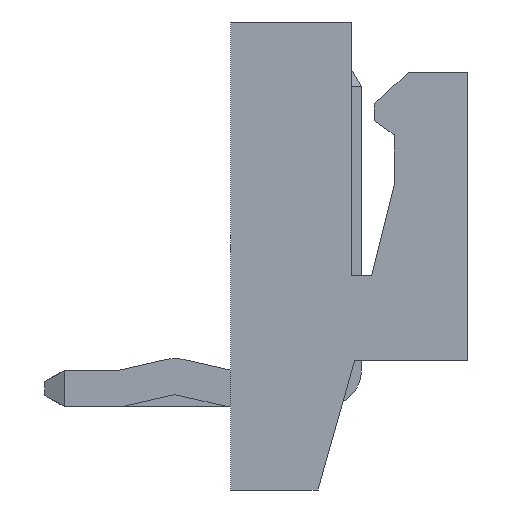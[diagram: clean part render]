
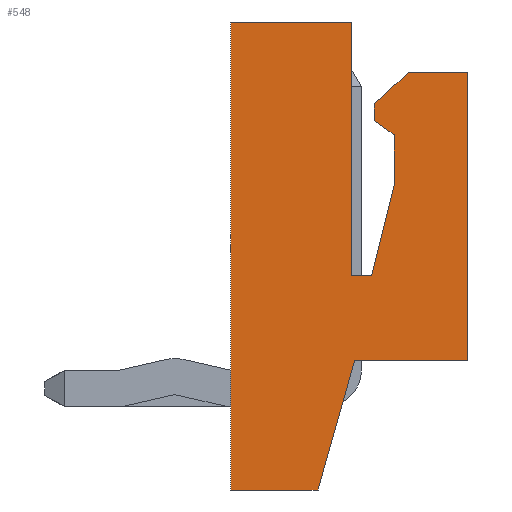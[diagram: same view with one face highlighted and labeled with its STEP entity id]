
A CAD part, left-side view. The second image highlights one B-rep face of the part: STEP entity #548.
In plain terms, the highlighted planar face has unit normal (-1, 0, 0).
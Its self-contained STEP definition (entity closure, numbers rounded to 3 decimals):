
#548 = ADVANCED_FACE( '', ( #1098 ), #1099, .T. );
#1098 = FACE_OUTER_BOUND( '', #1667, .T. );
#1099 = PLANE( '', #1668 );
#1667 = EDGE_LOOP( '', ( #3069, #3070, #3071, #3072, #3073, #3074, #3075, #3076, #3077, #3078, #3079, #3080, #3081, #3082 ) );
#1668 = AXIS2_PLACEMENT_3D( '', #3083, #3084, #3085 );
#3069 = ORIENTED_EDGE( '', *, *, #3926, .F. );
#3070 = ORIENTED_EDGE( '', *, *, #4106, .T. );
#3071 = ORIENTED_EDGE( '', *, *, #3892, .T. );
#3072 = ORIENTED_EDGE( '', *, *, #3993, .T. );
#3073 = ORIENTED_EDGE( '', *, *, #3800, .T. );
#3074 = ORIENTED_EDGE( '', *, *, #3876, .F. );
#3075 = ORIENTED_EDGE( '', *, *, #4039, .T. );
#3076 = ORIENTED_EDGE( '', *, *, #4102, .F. );
#3077 = ORIENTED_EDGE( '', *, *, #3692, .F. );
#3078 = ORIENTED_EDGE( '', *, *, #3840, .F. );
#3079 = ORIENTED_EDGE( '', *, *, #3751, .F. );
#3080 = ORIENTED_EDGE( '', *, *, #3747, .F. );
#3081 = ORIENTED_EDGE( '', *, *, #4115, .F. );
#3082 = ORIENTED_EDGE( '', *, *, #3770, .F. );
#3083 = CARTESIAN_POINT( '', ( -7.5, -1.9, -3. ) );
#3084 = DIRECTION( '', ( -1., 0., 0. ) );
#3085 = DIRECTION( '', ( 0., 0., 1. ) );
#3692 = EDGE_CURVE( '', #4484, #4486, #4487, .T. );
#3747 = EDGE_CURVE( '', #4574, #4576, #4577, .T. );
#3751 = EDGE_CURVE( '', #4576, #4582, #4583, .T. );
#3770 = EDGE_CURVE( '', #4615, #4617, #4618, .T. );
#3800 = EDGE_CURVE( '', #4668, #4669, #4670, .T. );
#3840 = EDGE_CURVE( '', #4582, #4484, #4728, .T. );
#3876 = EDGE_CURVE( '', #4781, #4669, #4783, .T. );
#3892 = EDGE_CURVE( '', #4808, #4809, #4810, .T. );
#3926 = EDGE_CURVE( '', #4859, #4615, #4861, .T. );
#3993 = EDGE_CURVE( '', #4809, #4668, #4946, .T. );
#4039 = EDGE_CURVE( '', #4781, #5005, #5007, .T. );
#4102 = EDGE_CURVE( '', #4486, #5005, #5088, .T. );
#4106 = EDGE_CURVE( '', #4859, #4808, #5092, .T. );
#4115 = EDGE_CURVE( '', #4617, #4574, #5101, .T. );
#4484 = VERTEX_POINT( '', #5599 );
#4486 = VERTEX_POINT( '', #5602 );
#4487 = LINE( '', #5603, #5604 );
#4574 = VERTEX_POINT( '', #5727 );
#4576 = VERTEX_POINT( '', #5730 );
#4577 = LINE( '', #5731, #5732 );
#4582 = VERTEX_POINT( '', #5739 );
#4583 = LINE( '', #5740, #5741 );
#4615 = VERTEX_POINT( '', #5789 );
#4617 = VERTEX_POINT( '', #5792 );
#4618 = LINE( '', #5793, #5794 );
#4668 = VERTEX_POINT( '', #5871 );
#4669 = VERTEX_POINT( '', #5872 );
#4670 = LINE( '', #5873, #5874 );
#4728 = LINE( '', #5962, #5963 );
#4781 = VERTEX_POINT( '', #6044 );
#4783 = LINE( '', #6047, #6048 );
#4808 = VERTEX_POINT( '', #6087 );
#4809 = VERTEX_POINT( '', #6088 );
#4810 = LINE( '', #6089, #6090 );
#4859 = VERTEX_POINT( '', #6163 );
#4861 = LINE( '', #6166, #6167 );
#4946 = LINE( '', #6294, #6295 );
#5005 = VERTEX_POINT( '', #6384 );
#5007 = LINE( '', #6387, #6388 );
#5088 = LINE( '', #6508, #6509 );
#5092 = LINE( '', #6515, #6516 );
#5101 = LINE( '', #6530, #6531 );
#5599 = CARTESIAN_POINT( '', ( -7.5, -0.25, 1.55 ) );
#5602 = CARTESIAN_POINT( '', ( -7.5, -0.85, 2.1 ) );
#5603 = CARTESIAN_POINT( '', ( -7.5, -0.25, 1.55 ) );
#5604 = VECTOR( '', #6796, 1000. );
#5727 = CARTESIAN_POINT( '', ( -7.5, -0.6, 0.1 ) );
#5730 = CARTESIAN_POINT( '', ( -7.5, -0.6, 1. ) );
#5731 = CARTESIAN_POINT( '', ( -7.5, -0.6, 1. ) );
#5732 = VECTOR( '', #6855, 1000. );
#5739 = CARTESIAN_POINT( '', ( -7.5, -0.25, 1.25 ) );
#5740 = CARTESIAN_POINT( '', ( -7.5, -0.25, 1.25 ) );
#5741 = VECTOR( '', #6858, 1000. );
#5789 = CARTESIAN_POINT( '', ( -7.5, 0.15, -1.5 ) );
#5792 = CARTESIAN_POINT( '', ( -7.5, -0.2, -1.5 ) );
#5793 = CARTESIAN_POINT( '', ( -7.5, 0.15, -1.5 ) );
#5794 = VECTOR( '', #6876, 1000. );
#5871 = CARTESIAN_POINT( '', ( -7.5, 0.75, -5.3 ) );
#5872 = CARTESIAN_POINT( '', ( -7.5, 0.1, -3. ) );
#5873 = CARTESIAN_POINT( '', ( -7.5, 0.75, -5.3 ) );
#5874 = VECTOR( '', #6904, 1000. );
#5962 = CARTESIAN_POINT( '', ( -7.5, -0.25, 1.55 ) );
#5963 = VECTOR( '', #6935, 1000. );
#6044 = CARTESIAN_POINT( '', ( -7.5, -1.9, -3. ) );
#6047 = CARTESIAN_POINT( '', ( -7.5, -1.9, -3. ) );
#6048 = VECTOR( '', #6965, 1000. );
#6087 = CARTESIAN_POINT( '', ( -7.5, 2.3, 3. ) );
#6088 = CARTESIAN_POINT( '', ( -7.5, 2.3, -5.3 ) );
#6089 = CARTESIAN_POINT( '', ( -7.5, 2.3, 3. ) );
#6090 = VECTOR( '', #6980, 1000. );
#6163 = CARTESIAN_POINT( '', ( -7.5, 0.15, 3. ) );
#6166 = CARTESIAN_POINT( '', ( -7.5, 0.15, -1.5 ) );
#6167 = VECTOR( '', #7006, 1000. );
#6294 = CARTESIAN_POINT( '', ( -7.5, 2.3, -5.3 ) );
#6295 = VECTOR( '', #7055, 1000. );
#6384 = CARTESIAN_POINT( '', ( -7.5, -1.9, 2.1 ) );
#6387 = CARTESIAN_POINT( '', ( -7.5, -1.9, -3. ) );
#6388 = VECTOR( '', #7087, 1000. );
#6508 = CARTESIAN_POINT( '', ( -7.5, -0.85, 2.1 ) );
#6509 = VECTOR( '', #7133, 1000. );
#6515 = CARTESIAN_POINT( '', ( -7.5, -1.9, 3. ) );
#6516 = VECTOR( '', #7136, 1000. );
#6530 = CARTESIAN_POINT( '', ( -7.5, -0.2, -1.5 ) );
#6531 = VECTOR( '', #7142, 1000. );
#6796 = DIRECTION( '', ( 0., -0.737, 0.676 ) );
#6855 = DIRECTION( '', ( 0., 0., 1. ) );
#6858 = DIRECTION( '', ( 0., 0.814, 0.581 ) );
#6876 = DIRECTION( '', ( 0., -1., 0. ) );
#6904 = DIRECTION( '', ( 0., -0.272, 0.962 ) );
#6935 = DIRECTION( '', ( 0., 0., 1. ) );
#6965 = DIRECTION( '', ( 0., 1., 0. ) );
#6980 = DIRECTION( '', ( 0., 0., -1. ) );
#7006 = DIRECTION( '', ( 0., 0., -1. ) );
#7055 = DIRECTION( '', ( 0., -1., 0. ) );
#7087 = DIRECTION( '', ( 0., 0., 1. ) );
#7133 = DIRECTION( '', ( 0., -1., 0. ) );
#7136 = DIRECTION( '', ( 0., 1., 0. ) );
#7142 = DIRECTION( '', ( 0., -0.243, 0.97 ) );
